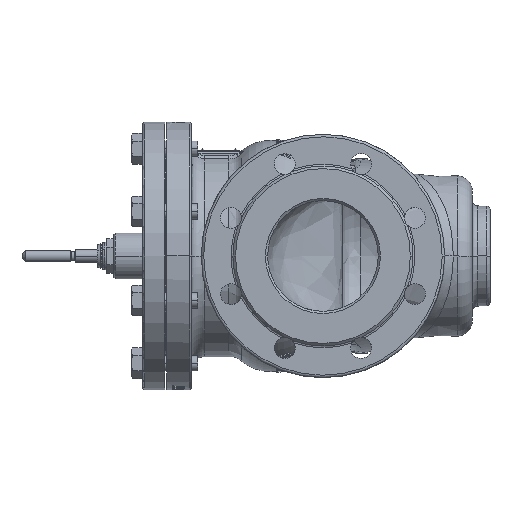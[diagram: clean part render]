
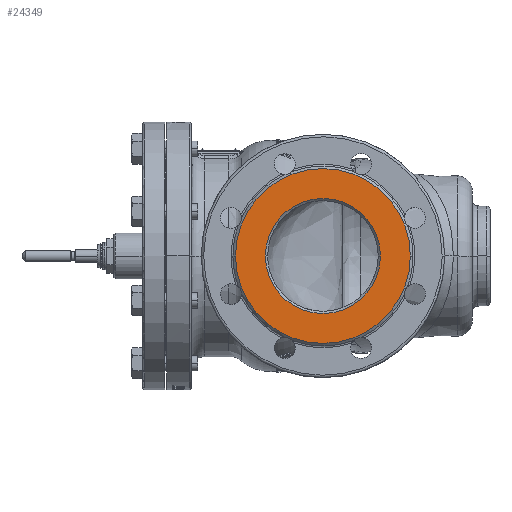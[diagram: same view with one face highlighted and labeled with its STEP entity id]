
A CAD part, left-side view. The second image highlights one B-rep face of the part: STEP entity #24349.
In plain terms, the highlighted planar face has unit normal (-1, 0, 0).
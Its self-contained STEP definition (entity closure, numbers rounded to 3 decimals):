
#943=CARTESIAN_POINT('',(-175.,0.,0.));
#944=DIRECTION('',(1.,0.,0.));
#945=DIRECTION('',(0.,1.,0.));
#946=AXIS2_PLACEMENT_3D('',#943,#944,#945);
#948=CARTESIAN_POINT('',(-175.,0.,0.));
#949=DIRECTION('',(1.,0.,0.));
#950=DIRECTION('',(0.,-1.,0.));
#951=AXIS2_PLACEMENT_3D('',#948,#949,#950);
#953=CARTESIAN_POINT('',(-175.,0.,0.));
#954=DIRECTION('',(-1.,0.,0.));
#955=DIRECTION('',(0.,-1.,0.));
#956=AXIS2_PLACEMENT_3D('',#953,#954,#955);
#958=CARTESIAN_POINT('',(-175.,0.,0.));
#959=DIRECTION('',(-1.,0.,0.));
#960=DIRECTION('',(0.,1.,0.));
#961=AXIS2_PLACEMENT_3D('',#958,#959,#960);
#20262=CARTESIAN_POINT('',(-175.,79.,0.));
#20263=VERTEX_POINT('',#20262);
#20264=CARTESIAN_POINT('',(-175.,-79.,0.));
#20265=VERTEX_POINT('',#20264);
#20266=CARTESIAN_POINT('',(-175.,-52.,0.));
#20267=CARTESIAN_POINT('',(-175.,52.,0.));
#20268=VERTEX_POINT('',#20266);
#20269=VERTEX_POINT('',#20267);
#24334=CARTESIAN_POINT('',(-175.,0.,0.));
#24335=DIRECTION('',(1.,0.,0.));
#24336=DIRECTION('',(0.,-1.,0.));
#24337=AXIS2_PLACEMENT_3D('',#24334,#24335,#24336);
#24338=PLANE('',#24337);
#24339=ORIENTED_EDGE('',*,*,#24300,.T.);
#24340=ORIENTED_EDGE('',*,*,#24321,.T.);
#24341=EDGE_LOOP('',(#24339,#24340));
#24342=FACE_OUTER_BOUND('',#24341,.F.);
#24344=ORIENTED_EDGE('',*,*,#24343,.T.);
#24346=ORIENTED_EDGE('',*,*,#24345,.T.);
#24347=EDGE_LOOP('',(#24344,#24346));
#24348=FACE_BOUND('',#24347,.F.);
#24349=ADVANCED_FACE('',(#24342,#24348),#24338,.F.);
#947=CIRCLE('',#946,79.);
#952=CIRCLE('',#951,79.);
#957=CIRCLE('',#956,52.);
#962=CIRCLE('',#961,52.);
#24300=EDGE_CURVE('',#20263,#20265,#947,.T.);
#24321=EDGE_CURVE('',#20265,#20263,#952,.T.);
#24343=EDGE_CURVE('',#20268,#20269,#957,.T.);
#24345=EDGE_CURVE('',#20269,#20268,#962,.T.);
